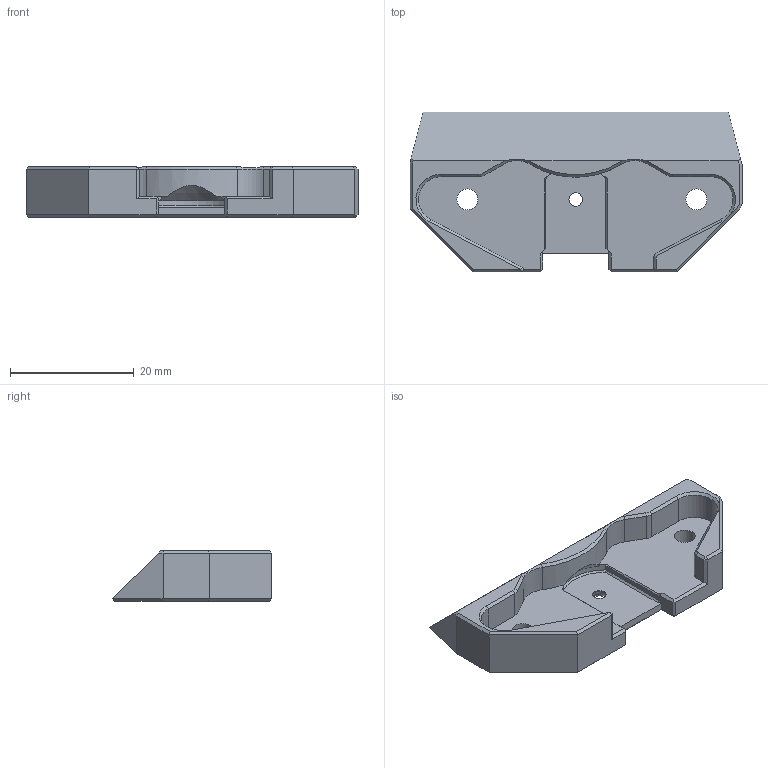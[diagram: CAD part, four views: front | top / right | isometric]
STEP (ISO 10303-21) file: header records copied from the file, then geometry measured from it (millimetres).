
FILE_DESCRIPTION(/* description */ ('STEP AP242','CAx-IF Rec.Pracs.---Representation and Presentation of Product Manufacturing Information (PMI)---4.0---2014-10-13','CAx-IF Rec.Pracs.---3D Tessellated Geometry---0.4---2014-09-14','2;1'),/* implementation_level */ '2;1');
FILE_NAME(/* name */ '68b6b6a740d07f10f70359d4',/* time_stamp */ '2025-09-02T09:19:36Z',/* author */ (''),/* organization */ (''),/* preprocessor_version */ 'ST-DEVELOPER v20',/* originating_system */ 'ONSHAPE BY PTC INC, 1.203',/* authorisation */ ' ');
FILE_SCHEMA (('AP242_MANAGED_MODEL_BASED_3D_ENGINEERING_MIM_LF { 1 0 10303 442 1 1 4 }'));
Length unit declared in the file: metre
Products named in the file (1): Crossbow cutter holder - WW-G2 (Oribiter2 Spacing)
Bounding box: 53.65 x 25.83 x 8.2 mm (x, y, z)
Volume: 5210.4 mm3; surface area: 3770.2 mm2
Topology: 1 solids, 1 shells, 107 faces, 272 edges, 166 vertices
Faces by surface type: plane 77, cone 16, cylinder 13, torus 1
Full cylindrical faces by diameter (mm): 2.2 x1, 3.4 x2
Entity records: 3121 total; most frequent: CARTESIAN_POINT 580, ORIENTED_EDGE 520, DIRECTION 506, EDGE_CURVE 260, LINE 200, VECTOR 200, VERTEX_POINT 162, AXIS2_PLACEMENT_3D 153
